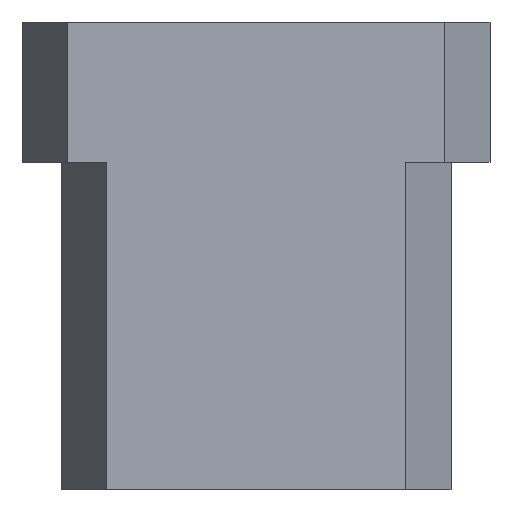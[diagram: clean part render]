
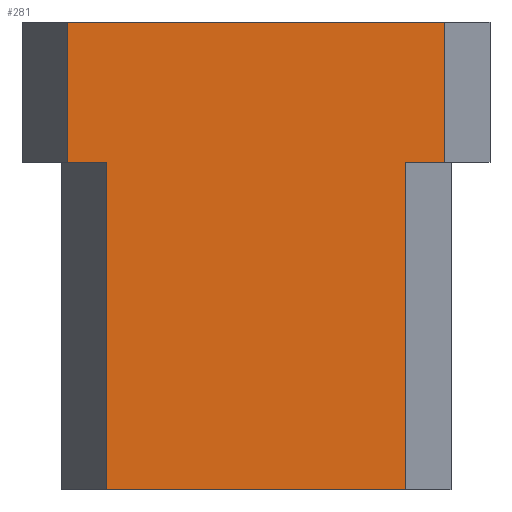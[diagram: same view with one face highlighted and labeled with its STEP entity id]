
A CAD part, front view. The second image highlights one B-rep face of the part: STEP entity #281.
In plain terms, the highlighted planar face has unit normal (0, -1, 0).
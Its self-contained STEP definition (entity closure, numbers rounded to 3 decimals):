
#131=VERTEX_POINT('',#345);
#133=VERTEX_POINT('',#347);
#137=EDGE_CURVE('',#193,#299,#351,.T.);
#139=EDGE_CURVE('',#131,#133,#353,.T.);
#165=EDGE_CURVE('',#247,#263,#382,.T.);
#167=EDGE_CURVE('',#215,#263,#384,.T.);
#187=EDGE_CURVE('',#311,#215,#408,.T.);
#193=VERTEX_POINT('',#414);
#215=VERTEX_POINT('',#437);
#247=VERTEX_POINT('',#472);
#253=EDGE_CURVE('',#247,#131,#478,.T.);
#263=VERTEX_POINT('',#489);
#281=ADVANCED_FACE('',(#507),#508,.T.);
#289=EDGE_CURVE('',#133,#299,#517,.T.);
#299=VERTEX_POINT('',#528);
#311=VERTEX_POINT('',#542);
#315=EDGE_CURVE('',#193,#311,#546,.T.);
#345=CARTESIAN_POINT('',(4.845,-10.0,0.0));
#347=CARTESIAN_POINT('',(4.845,-10.0,3.6));
#351=LINE('',#582,#583);
#353=LINE('',#586,#587);
#382=LINE('',#625,#626);
#384=LINE('',#629,#630);
#408=LINE('',#663,#664);
#414=CARTESIAN_POINT('',(-4.845,-10.0,0.0));
#437=CARTESIAN_POINT('',(-3.845,-10.0,-8.4));
#472=CARTESIAN_POINT('',(3.845,-10.0,0.0));
#478=LINE('',#763,#764);
#489=CARTESIAN_POINT('',(3.845,-10.0,-8.4));
#507=FACE_OUTER_BOUND('',#808,.T.);
#508=PLANE('',#809);
#517=LINE('',#823,#824);
#528=CARTESIAN_POINT('',(-4.845,-10.0,3.6));
#542=CARTESIAN_POINT('',(-3.845,-10.0,0.0));
#546=LINE('',#860,#861);
#582=CARTESIAN_POINT('',(-4.845,-10.0,0.0));
#583=VECTOR('',#874,1.0);
#586=CARTESIAN_POINT('',(4.845,-10.0,0.0));
#587=VECTOR('',#875,1.0);
#625=CARTESIAN_POINT('',(3.845,-10.0,0.0));
#626=VECTOR('',#904,1.0);
#629=CARTESIAN_POINT('',(-3.845,-10.0,-8.4));
#630=VECTOR('',#905,1.0);
#663=CARTESIAN_POINT('',(-3.845,-10.0,0.0));
#664=VECTOR('',#946,1.0);
#763=CARTESIAN_POINT('',(-4.845,-10.0,0.0));
#764=VECTOR('',#1005,1.0);
#808=EDGE_LOOP('',(#1024,#1025,#1026,#1027,#1028,#1029,#1030,#1031));
#809=AXIS2_PLACEMENT_3D('',#1032,#1033,#1034);
#823=CARTESIAN_POINT('',(-4.845,-10.0,3.6));
#824=VECTOR('',#1049,1.0);
#860=CARTESIAN_POINT('',(-4.845,-10.0,0.0));
#861=VECTOR('',#1077,1.0);
#874=DIRECTION('',(0.0,0.0,1.0));
#875=DIRECTION('',(0.0,0.0,1.0));
#904=DIRECTION('',(0.0,0.0,-1.0));
#905=DIRECTION('',(1.0,0.0,0.0));
#946=DIRECTION('',(0.0,0.0,-1.0));
#1005=DIRECTION('',(1.0,0.0,0.0));
#1024=ORIENTED_EDGE('',*,*,#289,.T.);
#1025=ORIENTED_EDGE('',*,*,#137,.F.);
#1026=ORIENTED_EDGE('',*,*,#315,.T.);
#1027=ORIENTED_EDGE('',*,*,#187,.T.);
#1028=ORIENTED_EDGE('',*,*,#167,.T.);
#1029=ORIENTED_EDGE('',*,*,#165,.F.);
#1030=ORIENTED_EDGE('',*,*,#253,.T.);
#1031=ORIENTED_EDGE('',*,*,#139,.T.);
#1032=CARTESIAN_POINT('',(4.845,-10.0,0.0));
#1033=DIRECTION('',(0.0,-1.0,0.0));
#1034=DIRECTION('',(0.0,0.0,-1.0));
#1049=DIRECTION('',(-1.0,0.0,0.0));
#1077=DIRECTION('',(1.0,0.0,0.0));
